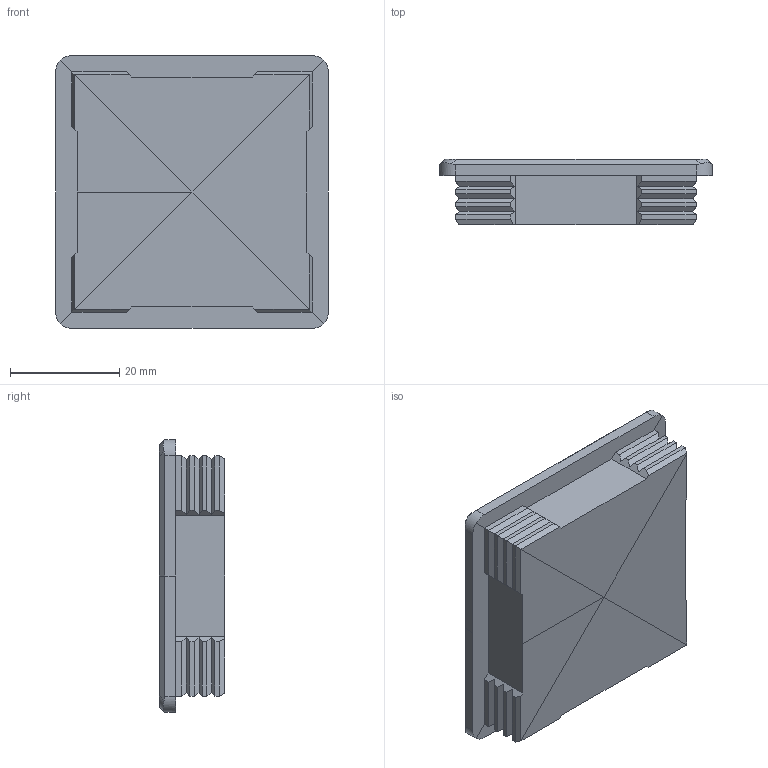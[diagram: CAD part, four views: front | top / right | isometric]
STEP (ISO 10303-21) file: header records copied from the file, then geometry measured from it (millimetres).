
FILE_DESCRIPTION (( 'STEP AP203' ), '1' );
FILE_NAME ('3D_GV1732_50x50x3_188686055.STEP', '2024-10-03T06:58:31', ( '' ), ( '' ), 'SwSTEP 2.0', 'SolidWorks 2024', '' );
FILE_SCHEMA (( 'CONFIG_CONTROL_DESIGN' ));
Length unit declared in the file: millimetre
Products named in the file (1): 3D_GV1732_50x50x3_188686055
Bounding box: 50 x 12 x 50 mm (x, y, z)
Volume: 23825.3 mm3; surface area: 7163.8 mm2
Topology: 1 solids, 1 shells, 132 faces, 336 edges, 206 vertices
Faces by surface type: plane 124, cylinder 8
Entity records: 3913 total; most frequent: CARTESIAN_POINT 735, ORIENTED_EDGE 672, DIRECTION 590, EDGE_CURVE 336, VECTOR 308, LINE 308, VERTEX_POINT 206, AXIS2_PLACEMENT_3D 141
